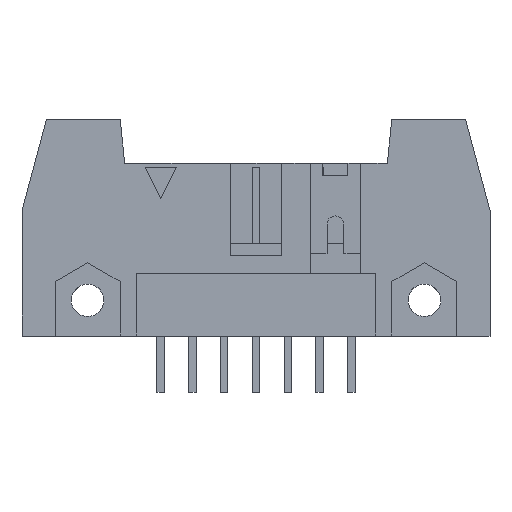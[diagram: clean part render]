
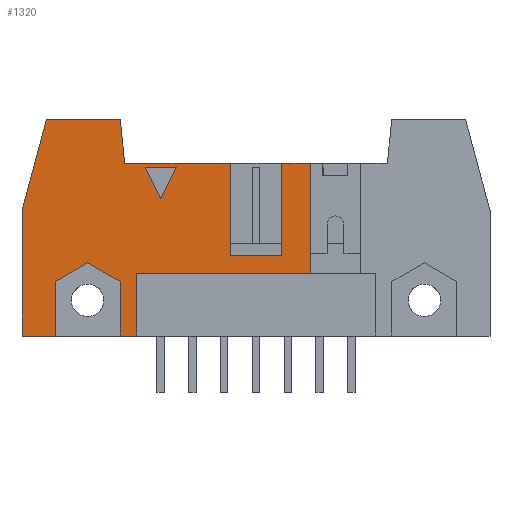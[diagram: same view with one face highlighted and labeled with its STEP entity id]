
A CAD part, top view. The second image highlights one B-rep face of the part: STEP entity #1320.
In plain terms, the highlighted planar face has unit normal (0, 0, 1).
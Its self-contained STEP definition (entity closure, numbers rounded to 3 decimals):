
#1085=FACE_BOUND('',#2045,.T.);
#1086=FACE_BOUND('',#2046,.T.);
#1320=ADVANCED_FACE('F134',(#1085,#1086),#1549,.T.);
#1549=PLANE('',#5722);
#2045=EDGE_LOOP('',(#3248,#3249,#3250,#3251,#3252,#3253,#3254,#3255,#3256,
#3257,#3258,#3259,#3260,#3261,#3262,#3263,#3264,#3265));
#2046=EDGE_LOOP('',(#3266,#3267,#3268));
#3248=ORIENTED_EDGE('',*,*,#4283,.T.);
#3249=ORIENTED_EDGE('',*,*,#4125,.F.);
#3250=ORIENTED_EDGE('',*,*,#4132,.T.);
#3251=ORIENTED_EDGE('',*,*,#4136,.T.);
#3252=ORIENTED_EDGE('',*,*,#4142,.T.);
#3253=ORIENTED_EDGE('',*,*,#4140,.F.);
#3254=ORIENTED_EDGE('',*,*,#4148,.F.);
#3255=ORIENTED_EDGE('',*,*,#4151,.F.);
#3256=ORIENTED_EDGE('',*,*,#4186,.F.);
#3257=ORIENTED_EDGE('',*,*,#4199,.F.);
#3258=ORIENTED_EDGE('',*,*,#4223,.F.);
#3259=ORIENTED_EDGE('',*,*,#4025,.T.);
#3260=ORIENTED_EDGE('',*,*,#4028,.T.);
#3261=ORIENTED_EDGE('',*,*,#4031,.T.);
#3262=ORIENTED_EDGE('',*,*,#4034,.T.);
#3263=ORIENTED_EDGE('',*,*,#4222,.F.);
#3264=ORIENTED_EDGE('',*,*,#4224,.T.);
#3265=ORIENTED_EDGE('',*,*,#4282,.T.);
#3266=ORIENTED_EDGE('',*,*,#3921,.T.);
#3267=ORIENTED_EDGE('',*,*,#3914,.T.);
#3268=ORIENTED_EDGE('',*,*,#3918,.T.);
#3430=VERTEX_POINT('',#7325);
#3431=VERTEX_POINT('',#7327);
#3433=VERTEX_POINT('',#7333);
#3504=VERTEX_POINT('',#7553);
#3506=VERTEX_POINT('',#7557);
#3508=VERTEX_POINT('',#7563);
#3510=VERTEX_POINT('',#7569);
#3512=VERTEX_POINT('',#7575);
#3577=VERTEX_POINT('',#7759);
#3578=VERTEX_POINT('',#7761);
#3583=VERTEX_POINT('',#7774);
#3585=VERTEX_POINT('',#7781);
#3586=VERTEX_POINT('',#7785);
#3589=VERTEX_POINT('',#7790);
#3592=VERTEX_POINT('',#7804);
#3594=VERTEX_POINT('',#7810);
#3616=VERTEX_POINT('',#7879);
#3626=VERTEX_POINT('',#7905);
#3641=VERTEX_POINT('',#7949);
#3642=VERTEX_POINT('',#7954);
#3672=VERTEX_POINT('',#8066);
#3914=EDGE_CURVE('E369',#3431,#3430,#4525,.T.);
#3918=EDGE_CURVE('E371',#3430,#3433,#4529,.T.);
#3921=EDGE_CURVE('E367',#3433,#3431,#4532,.T.);
#4025=EDGE_CURVE('E212',#3504,#3506,#4636,.T.);
#4028=EDGE_CURVE('E215',#3506,#3508,#4639,.T.);
#4031=EDGE_CURVE('E218',#3508,#3510,#4642,.T.);
#4034=EDGE_CURVE('E221',#3510,#3512,#4645,.T.);
#4125=EDGE_CURVE('E244',#3577,#3578,#4726,.T.);
#4132=EDGE_CURVE('E272',#3577,#3583,#4733,.T.);
#4136=EDGE_CURVE('E268',#3583,#3585,#4737,.T.);
#4140=EDGE_CURVE('E241',#3589,#3586,#4741,.T.);
#4142=EDGE_CURVE('E275',#3585,#3586,#4743,.T.);
#4148=EDGE_CURVE('E232',#3592,#3589,#4749,.T.);
#4151=EDGE_CURVE('E359',#3594,#3592,#4752,.T.);
#4186=EDGE_CURVE('E319',#3616,#3594,#4781,.T.);
#4199=EDGE_CURVE('E360',#3626,#3616,#4794,.T.);
#4222=EDGE_CURVE('E108',#3641,#3512,#4817,.T.);
#4223=EDGE_CURVE('E112',#3504,#3626,#4818,.T.);
#4224=EDGE_CURVE('E261',#3641,#3642,#4819,.T.);
#4282=EDGE_CURVE('E192',#3642,#3672,#4875,.T.);
#4283=EDGE_CURVE('E171',#3672,#3578,#4876,.T.);
#4525=LINE('',#7326,#5118);
#4529=LINE('',#7335,#5122);
#4532=LINE('',#7340,#5125);
#4636=LINE('',#7558,#5229);
#4639=LINE('',#7564,#5232);
#4642=LINE('',#7570,#5235);
#4645=LINE('',#7576,#5238);
#4726=LINE('',#7760,#5319);
#4733=LINE('',#7775,#5326);
#4737=LINE('',#7782,#5330);
#4741=LINE('',#7791,#5334);
#4743=LINE('',#7795,#5336);
#4749=LINE('',#7805,#5342);
#4752=LINE('',#7811,#5345);
#4781=LINE('',#7880,#5374);
#4794=LINE('',#7906,#5387);
#4817=LINE('',#7950,#5410);
#4818=LINE('',#7951,#5411);
#4819=LINE('',#7953,#5412);
#4875=LINE('',#8067,#5468);
#4876=LINE('',#8069,#5469);
#5118=VECTOR('',#6166,1.);
#5122=VECTOR('',#6172,1.);
#5125=VECTOR('',#6179,1.);
#5229=VECTOR('',#6367,1.);
#5232=VECTOR('',#6372,1.);
#5235=VECTOR('',#6377,1.);
#5238=VECTOR('',#6382,1.);
#5319=VECTOR('',#6539,1.);
#5326=VECTOR('',#6550,1.);
#5330=VECTOR('',#6556,1.);
#5334=VECTOR('',#6562,1.);
#5336=VECTOR('',#6566,1.);
#5342=VECTOR('',#6576,1.);
#5345=VECTOR('',#6581,1.);
#5374=VECTOR('',#6646,1.);
#5387=VECTOR('',#6665,1.);
#5410=VECTOR('',#6700,1.);
#5411=VECTOR('',#6701,1.);
#5412=VECTOR('',#6704,1.);
#5468=VECTOR('',#6814,1.);
#5469=VECTOR('',#6817,1.);
#5722=AXIS2_PLACEMENT_3D('',#8071,#6820,#6821);
#6166=DIRECTION('',(-0.447,-0.894,0.));
#6172=DIRECTION('',(-0.447,0.894,0.));
#6179=DIRECTION('',(1.,0.,0.));
#6367=DIRECTION('',(0.,1.,0.));
#6372=DIRECTION('',(0.866,0.5,0.));
#6377=DIRECTION('',(0.866,-0.5,0.));
#6382=DIRECTION('',(0.,-1.,0.));
#6539=DIRECTION('',(1.,0.,0.));
#6550=DIRECTION('',(0.,-1.,0.));
#6556=DIRECTION('',(-1.,0.,0.));
#6562=DIRECTION('',(1.,0.,0.));
#6566=DIRECTION('',(0.,1.,0.));
#6576=DIRECTION('',(0.103,-0.995,0.));
#6581=DIRECTION('',(1.,0.,0.));
#6646=DIRECTION('',(0.259,0.966,0.));
#6665=DIRECTION('',(0.,1.,0.));
#6700=DIRECTION('',(-1.,0.,0.));
#6701=DIRECTION('',(-1.,0.,0.));
#6704=DIRECTION('',(0.,1.,0.));
#6814=DIRECTION('',(1.,0.,0.));
#6817=DIRECTION('',(0.,1.,0.));
#6820=DIRECTION('',(0.,0.,1.));
#6821=DIRECTION('',(1.,0.,0.));
#7325=CARTESIAN_POINT('',(-20.493,13.59,8.5));
#7326=CARTESIAN_POINT('',(-19.868,14.84,8.5));
#7327=CARTESIAN_POINT('',(-19.243,16.09,8.5));
#7333=CARTESIAN_POINT('',(-21.743,16.09,8.5));
#7335=CARTESIAN_POINT('',(-21.118,14.84,8.5));
#7340=CARTESIAN_POINT('',(-20.493,16.09,8.5));
#7553=CARTESIAN_POINT('',(-28.933,2.59,8.5));
#7557=CARTESIAN_POINT('',(-28.933,6.945,8.5));
#7558=CARTESIAN_POINT('',(-28.933,4.768,8.5));
#7563=CARTESIAN_POINT('',(-26.333,8.446,8.5));
#7564=CARTESIAN_POINT('',(-27.633,7.696,8.5));
#7569=CARTESIAN_POINT('',(-23.733,6.945,8.5));
#7570=CARTESIAN_POINT('',(-25.033,7.696,8.5));
#7575=CARTESIAN_POINT('',(-23.733,2.59,8.5));
#7576=CARTESIAN_POINT('',(-23.733,4.768,8.5));
#7759=CARTESIAN_POINT('',(-10.823,16.39,8.5));
#7760=CARTESIAN_POINT('',(-9.673,16.39,8.5));
#7761=CARTESIAN_POINT('',(-8.523,16.39,8.5));
#7774=CARTESIAN_POINT('',(-10.823,8.99,8.5));
#7775=CARTESIAN_POINT('',(-10.823,12.69,8.5));
#7781=CARTESIAN_POINT('',(-14.923,8.99,8.5));
#7782=CARTESIAN_POINT('',(-12.873,8.99,8.5));
#7785=CARTESIAN_POINT('',(-14.923,16.39,8.5));
#7790=CARTESIAN_POINT('',(-23.364,16.39,8.5));
#7791=CARTESIAN_POINT('',(-19.144,16.39,8.5));
#7795=CARTESIAN_POINT('',(-14.923,12.69,8.5));
#7804=CARTESIAN_POINT('',(-23.728,19.89,8.5));
#7805=CARTESIAN_POINT('',(-23.546,18.14,8.5));
#7810=CARTESIAN_POINT('',(-29.617,19.89,8.5));
#7811=CARTESIAN_POINT('',(-26.672,19.89,8.5));
#7879=CARTESIAN_POINT('',(-31.573,12.59,8.5));
#7880=CARTESIAN_POINT('',(-30.595,16.24,8.5));
#7905=CARTESIAN_POINT('',(-31.573,2.59,8.5));
#7906=CARTESIAN_POINT('',(-31.573,7.59,8.5));
#7949=CARTESIAN_POINT('',(-22.413,2.59,8.5));
#7950=CARTESIAN_POINT('',(-23.073,2.59,8.5));
#7951=CARTESIAN_POINT('',(-30.253,2.59,8.5));
#7953=CARTESIAN_POINT('',(-22.413,5.09,8.5));
#7954=CARTESIAN_POINT('',(-22.413,7.59,8.5));
#8066=CARTESIAN_POINT('',(-8.523,7.59,8.5));
#8067=CARTESIAN_POINT('',(-15.468,7.59,8.5));
#8069=CARTESIAN_POINT('',(-8.523,11.99,8.5));
#8071=CARTESIAN_POINT('',(-33.443,1.725,8.5));
